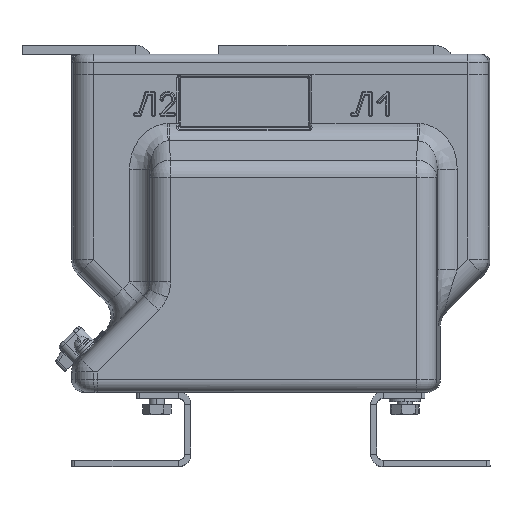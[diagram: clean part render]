
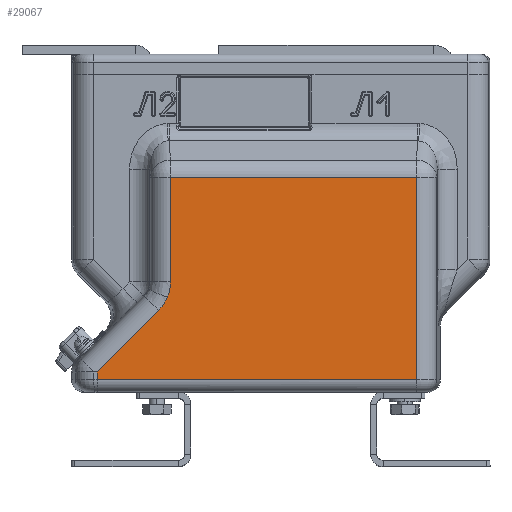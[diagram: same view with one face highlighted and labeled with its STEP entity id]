
A CAD part, top view. The second image highlights one B-rep face of the part: STEP entity #29067.
In plain terms, the highlighted planar face has unit normal (0, 0, 1).
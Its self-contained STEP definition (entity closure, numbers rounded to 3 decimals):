
#756 =( BOUNDED_CURVE ( )  B_SPLINE_CURVE ( 3, ( #44820, #44817, #44845, #44846 ),
 .UNSPECIFIED., .F., .F. ) 
 B_SPLINE_CURVE_WITH_KNOTS ( ( 4, 4 ),
 ( 5.891, 6.283 ),
 .UNSPECIFIED. ) 
 CURVE ( )  GEOMETRIC_REPRESENTATION_ITEM ( )  RATIONAL_B_SPLINE_CURVE ( ( 1., 0.987, 0.987, 1. ) ) 
 REPRESENTATION_ITEM ( '' )  );
#2232 = FACE_OUTER_BOUND ( 'NONE', #42490, .T. ) ;
#4451 = DIRECTION ( 'NONE',  ( 1., 0., 0. ) ) ;
#4463 = DIRECTION ( 'NONE',  ( 0., 0., 1. ) ) ;
#4464 = CARTESIAN_POINT ( 'NONE',  ( -85., 0., 82.5 ) ) ;
#4484 = PLANE ( 'NONE',  #58898 ) ;
#13530 = CARTESIAN_POINT ( 'NONE',  ( -118.557, 13., 82.5 ) ) ;
#13551 = DIRECTION ( 'NONE',  ( 0., -1., 0. ) ) ;
#13819 = DIRECTION ( 'NONE',  ( 0., 1., 0. ) ) ;
#13823 = CARTESIAN_POINT ( 'NONE',  ( 87.565, 13., 82.5 ) ) ;
#13826 = DIRECTION ( 'NONE',  ( 1., 0., 0. ) ) ;
#13850 = CARTESIAN_POINT ( 'NONE',  ( 87.565, 8., 82.5 ) ) ;
#14803 = LINE ( 'NONE', #13823, #14833 ) ;
#14826 = VECTOR ( 'NONE', #13826, 1000. ) ;
#14831 = LINE ( 'NONE', #13850, #14826 ) ;
#14833 = VECTOR ( 'NONE', #13819, 1000. ) ;
#15812 = VERTEX_POINT ( 'NONE', #59723 ) ;
#16956 = VERTEX_POINT ( 'NONE', #56456 ) ;
#16966 = VERTEX_POINT ( 'NONE', #56490 ) ;
#16970 = VERTEX_POINT ( 'NONE', #56438 ) ;
#16978 = VERTEX_POINT ( 'NONE', #56478 ) ;
#17035 = VERTEX_POINT ( 'NONE', #56543 ) ;
#19573 = CARTESIAN_POINT ( 'NONE',  ( -73.219, 61.134, 82.5 ) ) ;
#19651 = CARTESIAN_POINT ( 'NONE',  ( -78.852, 52.705, 82.5 ) ) ;
#21608 = LINE ( 'NONE', #23345, #21655 ) ;
#21609 = VECTOR ( 'NONE', #23463, 1000. ) ;
#21632 = LINE ( 'NONE', #23461, #21609 ) ;
#21655 = VECTOR ( 'NONE', #23350, 1000. ) ;
#21693 = VECTOR ( 'NONE', #23499, 1000. ) ;
#21703 = LINE ( 'NONE', #23498, #21693 ) ;
#23345 = CARTESIAN_POINT ( 'NONE',  ( -71.241, 65.515, 82.5 ) ) ;
#23350 = DIRECTION ( 'NONE',  ( 0., -1., 0. ) ) ;
#23461 = CARTESIAN_POINT ( 'NONE',  ( -123.242, 8.314, 82.5 ) ) ;
#23463 = DIRECTION ( 'NONE',  ( -0.707, -0.707, 0. ) ) ;
#23498 = CARTESIAN_POINT ( 'NONE',  ( -83.795, 138.494, 82.5 ) ) ;
#23499 = DIRECTION ( 'NONE',  ( -1., 0., 0. ) ) ;
#23520 = CARTESIAN_POINT ( 'NONE',  ( -71.241, 71.078, 82.5 ) ) ;
#23529 = CARTESIAN_POINT ( 'NONE',  ( -71.241, 67.655, 82.5 ) ) ;
#23536 = CARTESIAN_POINT ( 'NONE',  ( -71.909, 64.297, 82.5 ) ) ;
#23539 = CARTESIAN_POINT ( 'NONE',  ( -73.219, 61.134, 82.5 ) ) ;
#27005 =( BOUNDED_CURVE ( )  B_SPLINE_CURVE ( 3, ( #23539, #23536, #23529, #23520 ),
 .UNSPECIFIED., .F., .T. ) 
 B_SPLINE_CURVE_WITH_KNOTS ( ( 4, 4 ),
 ( 0., 0.392 ),
 .UNSPECIFIED. ) 
 CURVE ( )  GEOMETRIC_REPRESENTATION_ITEM ( )  RATIONAL_B_SPLINE_CURVE ( ( 1., 0.987, 0.987, 1. ) ) 
 REPRESENTATION_ITEM ( '' )  );
#29067 = ADVANCED_FACE ( 'NONE', ( #2232 ), #4484, .T. ) ;
#39699 = EDGE_CURVE ( 'NONE', #55336, #55324, #756, .T. ) ;
#42490 = EDGE_LOOP ( 'NONE', ( #52343, #52330, #52361, #52335, #52389, #52359, #52347, #52379 ) ) ;
#43791 = LINE ( 'NONE', #13530, #43803 ) ;
#43803 = VECTOR ( 'NONE', #13551, 1000. ) ;
#44817 = CARTESIAN_POINT ( 'NONE',  ( -76.431, 55.125, 82.5 ) ) ;
#44820 = CARTESIAN_POINT ( 'NONE',  ( -78.852, 52.705, 82.5 ) ) ;
#44845 = CARTESIAN_POINT ( 'NONE',  ( -74.529, 57.972, 82.5 ) ) ;
#44846 = CARTESIAN_POINT ( 'NONE',  ( -73.219, 61.134, 82.5 ) ) ;
#52330 = ORIENTED_EDGE ( 'NONE', *, *, #54008, .T. ) ;
#52335 = ORIENTED_EDGE ( 'NONE', *, *, #58228, .T. ) ;
#52343 = ORIENTED_EDGE ( 'NONE', *, *, #53928, .T. ) ;
#52347 = ORIENTED_EDGE ( 'NONE', *, *, #39699, .F. ) ;
#52359 = ORIENTED_EDGE ( 'NONE', *, *, #58233, .F. ) ;
#52361 = ORIENTED_EDGE ( 'NONE', *, *, #54016, .T. ) ;
#52379 = ORIENTED_EDGE ( 'NONE', *, *, #58204, .T. ) ;
#52389 = ORIENTED_EDGE ( 'NONE', *, *, #58184, .T. ) ;
#53928 = EDGE_CURVE ( 'NONE', #16966, #15812, #43791, .T. ) ;
#54008 = EDGE_CURVE ( 'NONE', #15812, #17035, #14831, .T. ) ;
#54016 = EDGE_CURVE ( 'NONE', #17035, #16970, #14803, .T. ) ;
#55324 = VERTEX_POINT ( 'NONE', #19573 ) ;
#55336 = VERTEX_POINT ( 'NONE', #19651 ) ;
#56438 = CARTESIAN_POINT ( 'NONE',  ( 87.565, 138.494, 82.5 ) ) ;
#56456 = CARTESIAN_POINT ( 'NONE',  ( -71.241, 138.494, 82.5 ) ) ;
#56478 = CARTESIAN_POINT ( 'NONE',  ( -71.241, 71.078, 82.5 ) ) ;
#56490 = CARTESIAN_POINT ( 'NONE',  ( -118.557, 13., 82.5 ) ) ;
#56543 = CARTESIAN_POINT ( 'NONE',  ( 87.565, 8., 82.5 ) ) ;
#58184 = EDGE_CURVE ( 'NONE', #16956, #16978, #21608, .T. ) ;
#58204 = EDGE_CURVE ( 'NONE', #55336, #16966, #21632, .T. ) ;
#58228 = EDGE_CURVE ( 'NONE', #16970, #16956, #21703, .T. ) ;
#58233 = EDGE_CURVE ( 'NONE', #55324, #16978, #27005, .T. ) ;
#58898 = AXIS2_PLACEMENT_3D ( 'NONE', #4464, #4463, #4451 ) ;
#59723 = CARTESIAN_POINT ( 'NONE',  ( -118.557, 8., 82.5 ) ) ;
